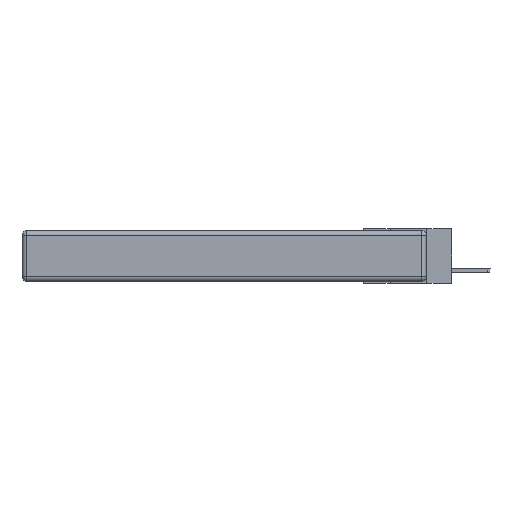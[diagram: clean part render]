
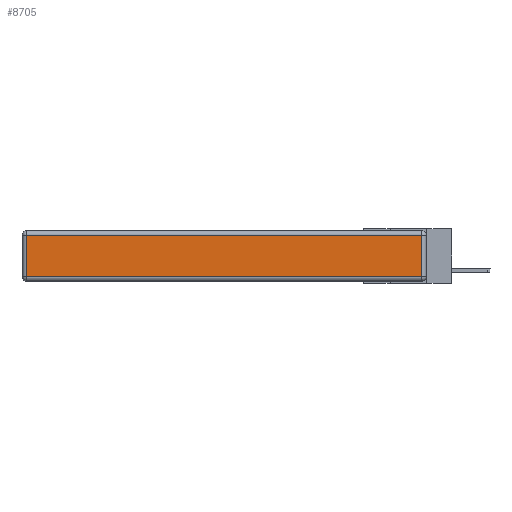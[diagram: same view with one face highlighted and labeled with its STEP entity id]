
A CAD part, left-side view. The second image highlights one B-rep face of the part: STEP entity #8705.
In plain terms, the highlighted planar face has unit normal (-1, 0, 0).
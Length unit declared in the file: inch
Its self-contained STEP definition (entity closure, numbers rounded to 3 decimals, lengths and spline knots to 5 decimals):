
#16 = LINE ( 'NONE', #5547, #5966 ) ;
#184 = EDGE_CURVE ( 'NONE', #5187, #2231, #1132, .T. ) ;
#294 = VERTEX_POINT ( 'NONE', #3822 ) ;
#1018 = AXIS2_PLACEMENT_3D ( 'NONE', #7558, #2030, #8469 ) ;
#1132 = LINE ( 'NONE', #1494, #10518 ) ;
#1494 = CARTESIAN_POINT ( 'NONE',  ( 0., 0., -0.313 ) ) ;
#1616 = ORIENTED_EDGE ( 'NONE', *, *, #9284, .T. ) ;
#2030 = DIRECTION ( 'NONE',  ( -1., 0., 0. ) ) ;
#2065 = VECTOR ( 'NONE', #6764, 39.37008 ) ;
#2115 = CARTESIAN_POINT ( 'NONE',  ( 0., 2.75, -0.03 ) ) ;
#2231 = VERTEX_POINT ( 'NONE', #6675 ) ;
#3020 = DIRECTION ( 'NONE',  ( 0., 0., 1. ) ) ;
#3197 = EDGE_CURVE ( 'NONE', #11569, #5187, #7412, .T. ) ;
#3645 = FACE_OUTER_BOUND ( 'NONE', #11382, .T. ) ;
#3822 = CARTESIAN_POINT ( 'NONE',  ( 0., 0.03, -0.03 ) ) ;
#4248 = DIRECTION ( 'NONE',  ( 0., -1., 0. ) ) ;
#5099 = ORIENTED_EDGE ( 'NONE', *, *, #3197, .T. ) ;
#5187 = VERTEX_POINT ( 'NONE', #6567 ) ;
#5540 = LINE ( 'NONE', #2115, #2065 ) ;
#5547 = CARTESIAN_POINT ( 'NONE',  ( 0., 0.03, -0.343 ) ) ;
#5713 = CARTESIAN_POINT ( 'NONE',  ( 0., 2.72, -0.03 ) ) ;
#5966 = VECTOR ( 'NONE', #3020, 39.37008 ) ;
#6567 = CARTESIAN_POINT ( 'NONE',  ( 0., 2.72, -0.313 ) ) ;
#6675 = CARTESIAN_POINT ( 'NONE',  ( 0., 0.03, -0.313 ) ) ;
#6764 = DIRECTION ( 'NONE',  ( 0., 1., 0. ) ) ;
#7412 = LINE ( 'NONE', #8156, #9985 ) ;
#7558 = CARTESIAN_POINT ( 'NONE',  ( 0., 0., -0.343 ) ) ;
#7612 = ORIENTED_EDGE ( 'NONE', *, *, #184, .T. ) ;
#8156 = CARTESIAN_POINT ( 'NONE',  ( 0., 2.72, -0.343 ) ) ;
#8469 = DIRECTION ( 'NONE',  ( 0., 0., 1. ) ) ;
#8705 = ADVANCED_FACE ( 'NONE', ( #3645 ), #10323, .T. ) ;
#8814 = EDGE_CURVE ( 'NONE', #294, #11569, #5540, .T. ) ;
#9284 = EDGE_CURVE ( 'NONE', #2231, #294, #16, .T. ) ;
#9985 = VECTOR ( 'NONE', #10619, 39.37008 ) ;
#10323 = PLANE ( 'NONE',  #1018 ) ;
#10518 = VECTOR ( 'NONE', #4248, 39.37008 ) ;
#10619 = DIRECTION ( 'NONE',  ( 0., 0., -1. ) ) ;
#11382 = EDGE_LOOP ( 'NONE', ( #7612, #1616, #11418, #5099 ) ) ;
#11418 = ORIENTED_EDGE ( 'NONE', *, *, #8814, .T. ) ;
#11569 = VERTEX_POINT ( 'NONE', #5713 ) ;
